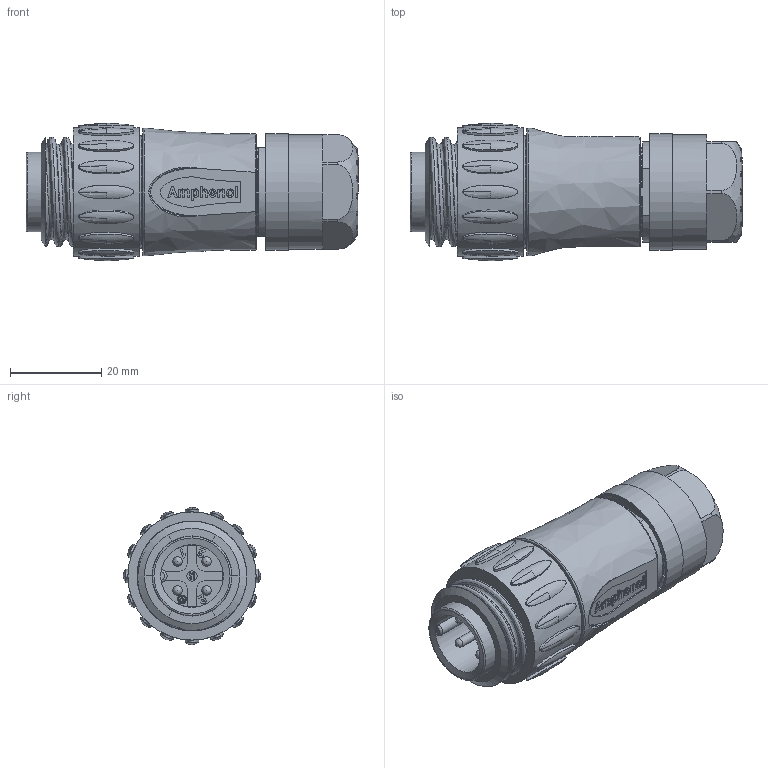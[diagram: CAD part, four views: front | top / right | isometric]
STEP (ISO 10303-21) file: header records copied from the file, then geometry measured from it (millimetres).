
FILE_DESCRIPTION(/* description */ (''),/* implementation_level */ '2;1');
FILE_NAME(/* name */ 'C016_20H003_100_12.stp',/* time_stamp */ '2016-08-04T08:33:00+02:00',/* author */ (''),/* organization */ (''),/* preprocessor_version */ 'ST-DEVELOPER v15',/* originating_system */ 'SIEMENS PLM Software NX 9.0',/* authorisation */ '');
FILE_SCHEMA (('CONFIG_CONTROL_DESIGN'));
Products named in the file (1): c3d-c016 20h003 xxx 1xnxm001-01
Bounding box: 72.6 x 30 x 30 mm (x, y, z)
Volume: 23210 mm3; surface area: 20112.5 mm2
Topology: 1 solids, 8 shells, 1472 faces, 4066 edges, 2627 vertices
Faces by surface type: plane 889, cylinder 332, bspline 183, cone 48, extrusion 20
Full cylindrical faces by diameter (mm): 1.575 x2, 1.95 x2, 2 x4, 2.05 x4, 2.25 x1, 2.4 x4, 3 x5, 9 x1, 13.7 x1, 14.2 x1, 14.5 x1, 16.2 x2, 16.5 x1, 17 x1, 17.4 x2, 17.5 x3, 17.7 x2, 17.8 x2, 18.8 x2, 19.4 x1, 19.9 x1, 20 x1, 21.2 x2, 22.5 x1, 22.8 x1, 23 x1, 24 x1, 24.5 x1, 25 x2, 25.5 x1
Entity records: 56579 total; most frequent: CARTESIAN_POINT 20804, ORIENTED_EDGE 7738, DIRECTION 6876, EDGE_CURVE 3869, VERTEX_POINT 2593, VECTOR 2338, LINE 2318, AXIS2_PLACEMENT_3D 2269
